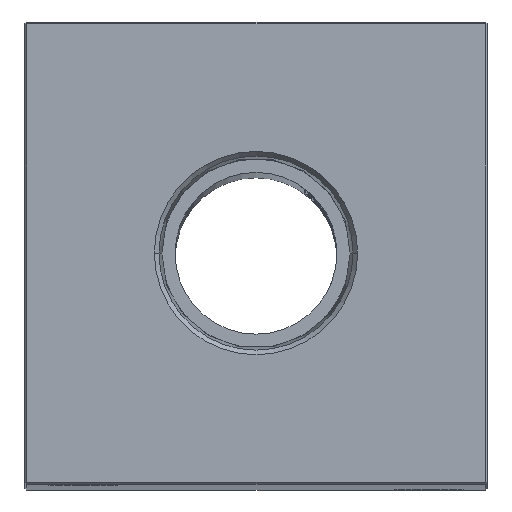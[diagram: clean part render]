
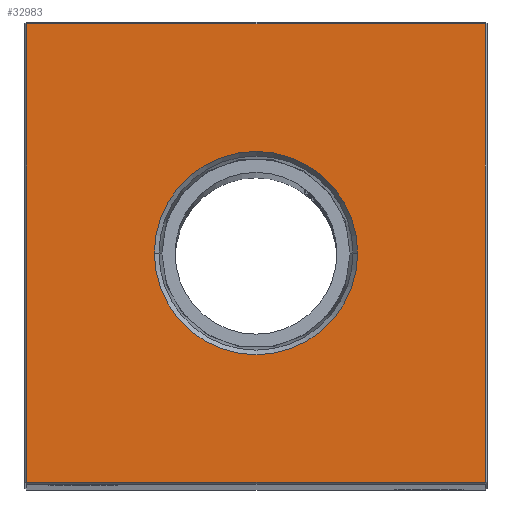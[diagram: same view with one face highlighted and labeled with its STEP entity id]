
A CAD part, top view. The second image highlights one B-rep face of the part: STEP entity #32983.
In plain terms, the highlighted planar face has unit normal (0, 0, 1).
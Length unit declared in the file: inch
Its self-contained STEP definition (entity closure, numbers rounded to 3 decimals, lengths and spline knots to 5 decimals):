
#729 = LINE ( 'NONE', #10964, #1398 ) ;
#1398 = VECTOR ( 'NONE', #21178, 39.37008 ) ;
#1552 = DIRECTION ( 'NONE',  ( 0., 0., 1. ) ) ;
#1593 = LINE ( 'NONE', #11807, #6230 ) ;
#2304 = CARTESIAN_POINT ( 'NONE',  ( 0.5499, 0., 18. ) ) ;
#2436 = VECTOR ( 'NONE', #26302, 39.37008 ) ;
#3725 = ORIENTED_EDGE ( 'NONE', *, *, #31804, .T. ) ;
#5113 = FACE_BOUND ( 'NONE', #18008, .T. ) ;
#5452 = DIRECTION ( 'NONE',  ( -1., 0., 0. ) ) ;
#5825 = LINE ( 'NONE', #15991, #2436 ) ;
#5835 = ORIENTED_EDGE ( 'NONE', *, *, #31867, .F. ) ;
#6230 = VECTOR ( 'NONE', #22032, 39.37008 ) ;
#6239 = DIRECTION ( 'NONE',  ( 1., 0., 0. ) ) ;
#7388 = CARTESIAN_POINT ( 'NONE',  ( -1.24, -1.24, 18. ) ) ;
#8271 = VERTEX_POINT ( 'NONE', #30789 ) ;
#9644 = DIRECTION ( 'NONE',  ( 0., 1., 0. ) ) ;
#10500 = VECTOR ( 'NONE', #9644, 39.37008 ) ;
#10964 = CARTESIAN_POINT ( 'NONE',  ( 0., 1.24, 18. ) ) ;
#11762 = DIRECTION ( 'NONE',  ( 1., 0., 0. ) ) ;
#11807 = CARTESIAN_POINT ( 'NONE',  ( 0., -1.24, 18. ) ) ;
#13885 = VERTEX_POINT ( 'NONE', #19404 ) ;
#15291 = PLANE ( 'NONE',  #27257 ) ;
#15725 = EDGE_CURVE ( 'NONE', #8271, #19045, #27752, .T. ) ;
#15991 = CARTESIAN_POINT ( 'NONE',  ( -1.24, 0., 18. ) ) ;
#17476 = AXIS2_PLACEMENT_3D ( 'NONE', #18937, #29259, #6239 ) ;
#18008 = EDGE_LOOP ( 'NONE', ( #5835, #21006 ) ) ;
#18161 = CARTESIAN_POINT ( 'NONE',  ( 0., 0., 18. ) ) ;
#18172 = VERTEX_POINT ( 'NONE', #7388 ) ;
#18844 = CARTESIAN_POINT ( 'NONE',  ( 1.24, 1.24, 18. ) ) ;
#18937 = CARTESIAN_POINT ( 'NONE',  ( 0., 0., 18. ) ) ;
#19045 = VERTEX_POINT ( 'NONE', #2304 ) ;
#19404 = CARTESIAN_POINT ( 'NONE',  ( 1.24, -1.24, 18. ) ) ;
#19600 = AXIS2_PLACEMENT_3D ( 'NONE', #24543, #1552, #11762 ) ;
#21006 = ORIENTED_EDGE ( 'NONE', *, *, #15725, .F. ) ;
#21178 = DIRECTION ( 'NONE',  ( -1., 0., 0. ) ) ;
#22032 = DIRECTION ( 'NONE',  ( 1., 0., 0. ) ) ;
#22359 = LINE ( 'NONE', #32678, #10500 ) ;
#24543 = CARTESIAN_POINT ( 'NONE',  ( 0., 0., 18. ) ) ;
#25479 = ORIENTED_EDGE ( 'NONE', *, *, #31572, .T. ) ;
#25481 = CARTESIAN_POINT ( 'NONE',  ( -1.24, 1.24, 18. ) ) ;
#25947 = EDGE_LOOP ( 'NONE', ( #25479, #27652, #30314, #3725 ) ) ;
#26302 = DIRECTION ( 'NONE',  ( 0., -1., 0. ) ) ;
#27063 = VERTEX_POINT ( 'NONE', #25481 ) ;
#27257 = AXIS2_PLACEMENT_3D ( 'NONE', #18161, #28476, #5452 ) ;
#27436 = VERTEX_POINT ( 'NONE', #18844 ) ;
#27652 = ORIENTED_EDGE ( 'NONE', *, *, #31659, .T. ) ;
#27752 = CIRCLE ( 'NONE', #17476, 0.5499 ) ;
#28148 = FACE_OUTER_BOUND ( 'NONE', #25947, .T. ) ;
#28476 = DIRECTION ( 'NONE',  ( 0., 0., -1. ) ) ;
#29259 = DIRECTION ( 'NONE',  ( 0., 0., 1. ) ) ;
#29869 = CIRCLE ( 'NONE', #19600, 0.5499 ) ;
#30314 = ORIENTED_EDGE ( 'NONE', *, *, #31759, .T. ) ;
#30789 = CARTESIAN_POINT ( 'NONE',  ( -0.5499, 0., 18. ) ) ;
#31572 = EDGE_CURVE ( 'NONE', #27063, #18172, #5825, .T. ) ;
#31659 = EDGE_CURVE ( 'NONE', #18172, #13885, #1593, .T. ) ;
#31759 = EDGE_CURVE ( 'NONE', #13885, #27436, #22359, .T. ) ;
#31804 = EDGE_CURVE ( 'NONE', #27436, #27063, #729, .T. ) ;
#31867 = EDGE_CURVE ( 'NONE', #19045, #8271, #29869, .T. ) ;
#32678 = CARTESIAN_POINT ( 'NONE',  ( 1.24, 0., 18. ) ) ;
#32983 = ADVANCED_FACE ( 'NONE', ( #28148, #5113 ), #15291, .F. ) ;
